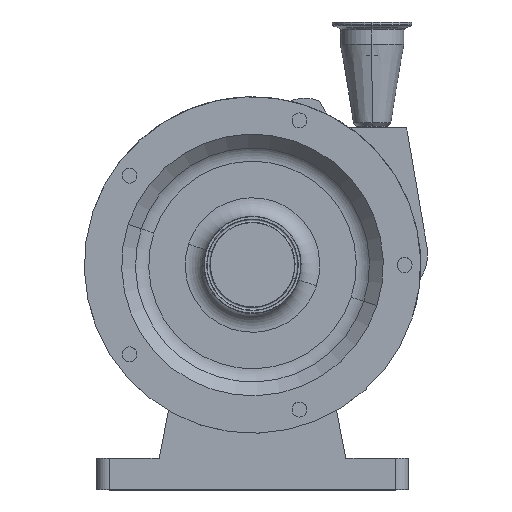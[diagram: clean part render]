
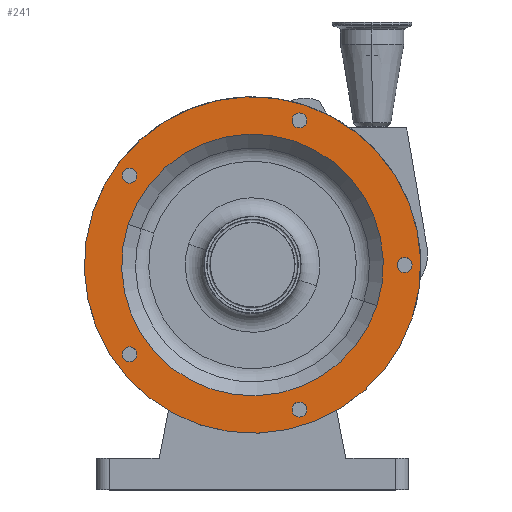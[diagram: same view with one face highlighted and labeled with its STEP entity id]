
A CAD part, top view. The second image highlights one B-rep face of the part: STEP entity #241.
In plain terms, the highlighted planar face has unit normal (0, 0, 1).
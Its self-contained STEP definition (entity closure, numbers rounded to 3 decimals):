
#136 = EDGE_LOOP ( 'NONE', ( #328, #292 ) ) ;
#172 = EDGE_CURVE ( 'NONE', #7324, #7348, #2893, .T. ) ;
#193 = EDGE_CURVE ( 'NONE', #7388, #7321, #3138, .T. ) ;
#203 = ORIENTED_EDGE ( 'NONE', *, *, #218, .F. ) ;
#206 = EDGE_CURVE ( 'NONE', #7263, #7281, #3211, .T. ) ;
#218 = EDGE_CURVE ( 'NONE', #7265, #7276, #3208, .T. ) ;
#236 = EDGE_CURVE ( 'NONE', #7252, #7268, #3152, .T. ) ;
#241 = ADVANCED_FACE ( 'NONE', ( #3174, #3177, #3176, #3164, #3181, #3163, #3172 ), #3187, .F. ) ;
#242 = ORIENTED_EDGE ( 'NONE', *, *, #7290, .F. ) ;
#243 = EDGE_LOOP ( 'NONE', ( #252, #242 ) ) ;
#246 = EDGE_LOOP ( 'NONE', ( #256, #250 ) ) ;
#250 = ORIENTED_EDGE ( 'NONE', *, *, #7278, .F. ) ;
#251 = ORIENTED_EDGE ( 'NONE', *, *, #7306, .F. ) ;
#252 = ORIENTED_EDGE ( 'NONE', *, *, #236, .F. ) ;
#255 = EDGE_LOOP ( 'NONE', ( #276, #251 ) ) ;
#256 = ORIENTED_EDGE ( 'NONE', *, *, #206, .F. ) ;
#258 = ORIENTED_EDGE ( 'NONE', *, *, #172, .F. ) ;
#259 = ORIENTED_EDGE ( 'NONE', *, *, #7344, .F. ) ;
#260 = EDGE_CURVE ( 'NONE', #7256, #7307, #3258, .T. ) ;
#265 = EDGE_LOOP ( 'NONE', ( #203, #259 ) ) ;
#276 = ORIENTED_EDGE ( 'NONE', *, *, #260, .F. ) ;
#290 = ORIENTED_EDGE ( 'NONE', *, *, #7513, .T. ) ;
#291 = EDGE_CURVE ( 'NONE', #7451, #7450, #3305, .T. ) ;
#292 = ORIENTED_EDGE ( 'NONE', *, *, #7253, .F. ) ;
#304 = ORIENTED_EDGE ( 'NONE', *, *, #291, .T. ) ;
#313 = EDGE_LOOP ( 'NONE', ( #258, #325 ) ) ;
#325 = ORIENTED_EDGE ( 'NONE', *, *, #7347, .F. ) ;
#327 = EDGE_LOOP ( 'NONE', ( #290, #304 ) ) ;
#328 = ORIENTED_EDGE ( 'NONE', *, *, #193, .F. ) ;
#2889 = CARTESIAN_POINT ( 'NONE',  ( 0., 0., 200. ) ) ;
#2892 = AXIS2_PLACEMENT_3D ( 'NONE', #2889, #3037, #2946 ) ;
#2893 = CIRCLE ( 'NONE', #2892, 105. ) ;
#2946 = DIRECTION ( 'NONE',  ( 0.951, -0.309, 0. ) ) ;
#3037 = DIRECTION ( 'NONE',  ( 0., 0., 1. ) ) ;
#3122 = CARTESIAN_POINT ( 'NONE',  ( 37.7, 116.029, 200. ) ) ;
#3123 = AXIS2_PLACEMENT_3D ( 'NONE', #3122, #3132, #3131 ) ;
#3131 = DIRECTION ( 'NONE',  ( 0.951, -0.309, 0. ) ) ;
#3132 = DIRECTION ( 'NONE',  ( 0., 0., 1. ) ) ;
#3138 = CIRCLE ( 'NONE', #3123, 6. ) ;
#3140 = AXIS2_PLACEMENT_3D ( 'NONE', #3175, #3179, #3201 ) ;
#3152 = CIRCLE ( 'NONE', #3184, 6. ) ;
#3153 = DIRECTION ( 'NONE',  ( 0.588, 0.809, 0. ) ) ;
#3154 = DIRECTION ( 'NONE',  ( 0., 0., 1. ) ) ;
#3155 = AXIS2_PLACEMENT_3D ( 'NONE', #3166, #3154, #3153 ) ;
#3163 = FACE_OUTER_BOUND ( 'NONE', #327, .T. ) ;
#3164 = FACE_BOUND ( 'NONE', #265, .T. ) ;
#3166 = CARTESIAN_POINT ( 'NONE',  ( -98.7, 71.71, 200. ) ) ;
#3169 = DIRECTION ( 'NONE',  ( -0.588, 0.809, 0. ) ) ;
#3172 = FACE_BOUND ( 'NONE', #313, .T. ) ;
#3174 = FACE_BOUND ( 'NONE', #255, .T. ) ;
#3175 = CARTESIAN_POINT ( 'NONE',  ( 12.052, 37.091, 200. ) ) ;
#3176 = FACE_BOUND ( 'NONE', #246, .T. ) ;
#3177 = FACE_BOUND ( 'NONE', #243, .T. ) ;
#3178 = DIRECTION ( 'NONE',  ( -0.951, -0.309, 0. ) ) ;
#3179 = DIRECTION ( 'NONE',  ( 0., 0., -1. ) ) ;
#3181 = FACE_BOUND ( 'NONE', #136, .T. ) ;
#3182 = CARTESIAN_POINT ( 'NONE',  ( 37.7, -116.029, 200. ) ) ;
#3184 = AXIS2_PLACEMENT_3D ( 'NONE', #3182, #3223, #3178 ) ;
#3187 = PLANE ( 'NONE',  #3140 ) ;
#3201 = DIRECTION ( 'NONE',  ( -0.951, 0.309, 0. ) ) ;
#3208 = CIRCLE ( 'NONE', #3155, 6. ) ;
#3211 = CIRCLE ( 'NONE', #3215, 6. ) ;
#3212 = DIRECTION ( 'NONE',  ( 0., 0., 1. ) ) ;
#3213 = CARTESIAN_POINT ( 'NONE',  ( -98.7, -71.71, 200. ) ) ;
#3215 = AXIS2_PLACEMENT_3D ( 'NONE', #3213, #3212, #3169 ) ;
#3223 = DIRECTION ( 'NONE',  ( 0., 0., 1. ) ) ;
#3233 = DIRECTION ( 'NONE',  ( 0., 0., 1. ) ) ;
#3234 = AXIS2_PLACEMENT_3D ( 'NONE', #3245, #3233, #3240 ) ;
#3240 = DIRECTION ( 'NONE',  ( 0., -1., 0. ) ) ;
#3245 = CARTESIAN_POINT ( 'NONE',  ( 122., 0., 200. ) ) ;
#3258 = CIRCLE ( 'NONE', #3234, 6. ) ;
#3297 = CARTESIAN_POINT ( 'NONE',  ( 0., 0., 200. ) ) ;
#3300 = DIRECTION ( 'NONE',  ( 0., 0., 1. ) ) ;
#3302 = AXIS2_PLACEMENT_3D ( 'NONE', #3297, #3300, #3304 ) ;
#3304 = DIRECTION ( 'NONE',  ( 0.951, -0.309, 0. ) ) ;
#3305 = CIRCLE ( 'NONE', #3302, 135. ) ;
#5111 = DIRECTION ( 'NONE',  ( 0., 0., 1. ) ) ;
#5146 = DIRECTION ( 'NONE',  ( 0.951, -0.309, 0. ) ) ;
#5148 = CARTESIAN_POINT ( 'NONE',  ( 37.7, 116.029, 200. ) ) ;
#5149 = AXIS2_PLACEMENT_3D ( 'NONE', #5148, #5111, #5146 ) ;
#5152 = CIRCLE ( 'NONE', #5149, 6. ) ;
#5259 = CARTESIAN_POINT ( 'NONE',  ( 31.994, -117.883, 200. ) ) ;
#5367 = CARTESIAN_POINT ( 'NONE',  ( 122., -6., 200. ) ) ;
#5447 = CIRCLE ( 'NONE', #5505, 6. ) ;
#5450 = DIRECTION ( 'NONE',  ( 0., 0., 1. ) ) ;
#5456 = DIRECTION ( 'NONE',  ( -0.951, -0.309, 0. ) ) ;
#5457 = DIRECTION ( 'NONE',  ( 0., 0., 1. ) ) ;
#5460 = DIRECTION ( 'NONE',  ( -0.588, 0.809, 0. ) ) ;
#5461 = DIRECTION ( 'NONE',  ( 0., 0., 1. ) ) ;
#5464 = CARTESIAN_POINT ( 'NONE',  ( 99.861, -32.447, 200. ) ) ;
#5472 = CARTESIAN_POINT ( 'NONE',  ( 31.994, 117.883, 200. ) ) ;
#5487 = CARTESIAN_POINT ( 'NONE',  ( 43.406, -114.175, 200. ) ) ;
#5505 = AXIS2_PLACEMENT_3D ( 'NONE', #5516, #5457, #5456 ) ;
#5510 = AXIS2_PLACEMENT_3D ( 'NONE', #5586, #5461, #5460 ) ;
#5516 = CARTESIAN_POINT ( 'NONE',  ( 37.7, -116.029, 200. ) ) ;
#5526 = DIRECTION ( 'NONE',  ( 0., -1., 0. ) ) ;
#5528 = CIRCLE ( 'NONE', #5510, 6. ) ;
#5547 = CARTESIAN_POINT ( 'NONE',  ( -102.227, -66.856, 200. ) ) ;
#5553 = CARTESIAN_POINT ( 'NONE',  ( -95.173, -76.564, 200. ) ) ;
#5554 = CARTESIAN_POINT ( 'NONE',  ( -95.173, 76.564, 200. ) ) ;
#5565 = CARTESIAN_POINT ( 'NONE',  ( -102.227, 66.856, 200. ) ) ;
#5576 = CIRCLE ( 'NONE', #5585, 6. ) ;
#5578 = CARTESIAN_POINT ( 'NONE',  ( 122., 6., 200. ) ) ;
#5583 = CARTESIAN_POINT ( 'NONE',  ( 122., 0., 200. ) ) ;
#5585 = AXIS2_PLACEMENT_3D ( 'NONE', #5583, #5450, #5526 ) ;
#5586 = CARTESIAN_POINT ( 'NONE',  ( -98.7, -71.71, 200. ) ) ;
#5588 = CARTESIAN_POINT ( 'NONE',  ( 0., 0., 200. ) ) ;
#5629 = AXIS2_PLACEMENT_3D ( 'NONE', #5588, #5691, #5690 ) ;
#5631 = CARTESIAN_POINT ( 'NONE',  ( -99.861, 32.447, 200. ) ) ;
#5656 = DIRECTION ( 'NONE',  ( 0.588, 0.809, 0. ) ) ;
#5657 = DIRECTION ( 'NONE',  ( 0., 0., 1. ) ) ;
#5685 = CARTESIAN_POINT ( 'NONE',  ( -98.7, 71.71, 200. ) ) ;
#5686 = AXIS2_PLACEMENT_3D ( 'NONE', #5685, #5657, #5656 ) ;
#5688 = CIRCLE ( 'NONE', #5629, 105. ) ;
#5690 = DIRECTION ( 'NONE',  ( 0.951, -0.309, 0. ) ) ;
#5691 = DIRECTION ( 'NONE',  ( 0., 0., 1. ) ) ;
#5696 = CIRCLE ( 'NONE', #5686, 6. ) ;
#5706 = CARTESIAN_POINT ( 'NONE',  ( 43.406, 114.175, 200. ) ) ;
#5833 = CARTESIAN_POINT ( 'NONE',  ( 128.393, -41.717, 200. ) ) ;
#5835 = CARTESIAN_POINT ( 'NONE',  ( -128.393, 41.717, 200. ) ) ;
#5949 = CIRCLE ( 'NONE', #5964, 135. ) ;
#5964 = AXIS2_PLACEMENT_3D ( 'NONE', #5983, #5982, #5981 ) ;
#5981 = DIRECTION ( 'NONE',  ( 0.951, -0.309, 0. ) ) ;
#5982 = DIRECTION ( 'NONE',  ( 0., 0., 1. ) ) ;
#5983 = CARTESIAN_POINT ( 'NONE',  ( 0., 0., 200. ) ) ;
#7252 = VERTEX_POINT ( 'NONE', #5259 ) ;
#7253 = EDGE_CURVE ( 'NONE', #7321, #7388, #5152, .T. ) ;
#7256 = VERTEX_POINT ( 'NONE', #5367 ) ;
#7263 = VERTEX_POINT ( 'NONE', #5547 ) ;
#7265 = VERTEX_POINT ( 'NONE', #5554 ) ;
#7268 = VERTEX_POINT ( 'NONE', #5487 ) ;
#7276 = VERTEX_POINT ( 'NONE', #5565 ) ;
#7278 = EDGE_CURVE ( 'NONE', #7281, #7263, #5528, .T. ) ;
#7281 = VERTEX_POINT ( 'NONE', #5553 ) ;
#7290 = EDGE_CURVE ( 'NONE', #7268, #7252, #5447, .T. ) ;
#7306 = EDGE_CURVE ( 'NONE', #7307, #7256, #5576, .T. ) ;
#7307 = VERTEX_POINT ( 'NONE', #5578 ) ;
#7321 = VERTEX_POINT ( 'NONE', #5472 ) ;
#7324 = VERTEX_POINT ( 'NONE', #5464 ) ;
#7344 = EDGE_CURVE ( 'NONE', #7276, #7265, #5696, .T. ) ;
#7347 = EDGE_CURVE ( 'NONE', #7348, #7324, #5688, .T. ) ;
#7348 = VERTEX_POINT ( 'NONE', #5631 ) ;
#7388 = VERTEX_POINT ( 'NONE', #5706 ) ;
#7450 = VERTEX_POINT ( 'NONE', #5833 ) ;
#7451 = VERTEX_POINT ( 'NONE', #5835 ) ;
#7513 = EDGE_CURVE ( 'NONE', #7450, #7451, #5949, .T. ) ;
